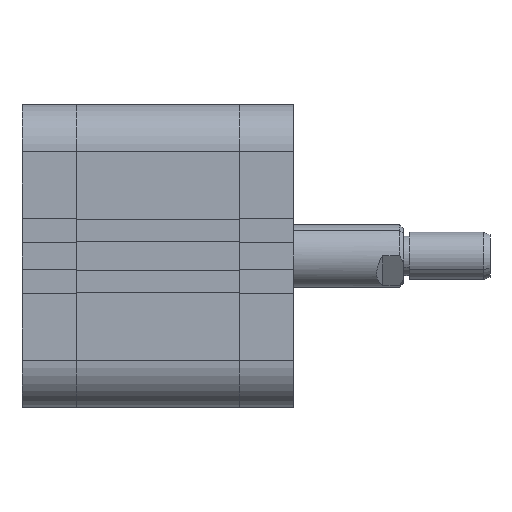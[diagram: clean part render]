
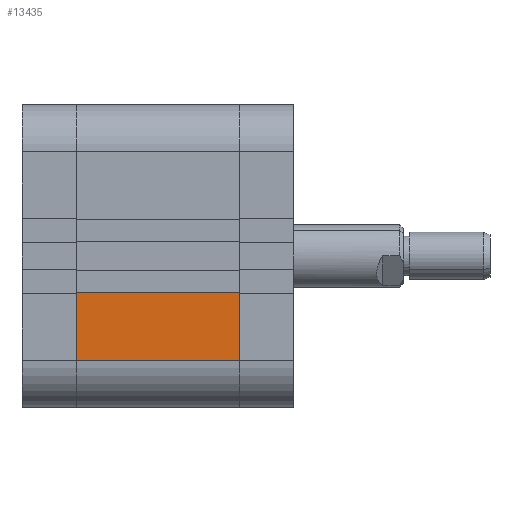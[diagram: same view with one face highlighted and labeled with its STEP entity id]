
A CAD part, front view. The second image highlights one B-rep face of the part: STEP entity #13435.
In plain terms, the highlighted planar face has unit normal (0, -1, 0).
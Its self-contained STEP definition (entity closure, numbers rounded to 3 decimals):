
#941 = DIRECTION ( 'NONE',  ( 0., 0., -1. ) ) ;
#1973 = EDGE_CURVE ( 'NONE', #20821, #30325, #28425, .T. ) ;
#2325 = CARTESIAN_POINT ( 'NONE',  ( 41.501, -38.5, -9.3 ) ) ;
#4020 = DIRECTION ( 'NONE',  ( 0., 0., -1. ) ) ;
#4072 = VECTOR ( 'NONE', #941, 1000. ) ;
#5578 = CARTESIAN_POINT ( 'NONE',  ( 0., -38.5, -9.3 ) ) ;
#6502 = CARTESIAN_POINT ( 'NONE',  ( 0., -38.5, -38.5 ) ) ;
#9892 = CARTESIAN_POINT ( 'NONE',  ( 41.5, -38.5, -38.5 ) ) ;
#10340 = DIRECTION ( 'NONE',  ( 1., 0., 0. ) ) ;
#10850 = DIRECTION ( 'NONE',  ( 0., 0., 1. ) ) ;
#11201 = EDGE_LOOP ( 'NONE', ( #11576, #35195, #22975, #17897 ) ) ;
#11576 = ORIENTED_EDGE ( 'NONE', *, *, #1973, .T. ) ;
#12744 = LINE ( 'NONE', #6502, #35529 ) ;
#13435 = ADVANCED_FACE ( 'NONE', ( #30667 ), #19608, .F. ) ;
#15826 = AXIS2_PLACEMENT_3D ( 'NONE', #21725, #28208, #10850 ) ;
#17897 = ORIENTED_EDGE ( 'NONE', *, *, #26704, .F. ) ;
#18922 = CARTESIAN_POINT ( 'NONE',  ( 0., -38.5, -26.5 ) ) ;
#19608 = PLANE ( 'NONE',  #15826 ) ;
#20821 = VERTEX_POINT ( 'NONE', #37668 ) ;
#21725 = CARTESIAN_POINT ( 'NONE',  ( 41.5, -38.5, -38.5 ) ) ;
#21765 = VECTOR ( 'NONE', #10340, 1000. ) ;
#22902 = CARTESIAN_POINT ( 'NONE',  ( 41.5, -38.5, -26.5 ) ) ;
#22906 = DIRECTION ( 'NONE',  ( -1., 0., 0. ) ) ;
#22975 = ORIENTED_EDGE ( 'NONE', *, *, #30199, .T. ) ;
#23264 = EDGE_CURVE ( 'NONE', #30325, #37662, #12744, .T. ) ;
#26704 = EDGE_CURVE ( 'NONE', #20821, #37098, #27053, .T. ) ;
#27053 = LINE ( 'NONE', #9892, #4072 ) ;
#27871 = LINE ( 'NONE', #36254, #21765 ) ;
#28208 = DIRECTION ( 'NONE',  ( 0., 1., 0. ) ) ;
#28425 = LINE ( 'NONE', #2325, #32452 ) ;
#30199 = EDGE_CURVE ( 'NONE', #37662, #37098, #27871, .T. ) ;
#30325 = VERTEX_POINT ( 'NONE', #5578 ) ;
#30667 = FACE_OUTER_BOUND ( 'NONE', #11201, .T. ) ;
#32452 = VECTOR ( 'NONE', #22906, 1000. ) ;
#35195 = ORIENTED_EDGE ( 'NONE', *, *, #23264, .T. ) ;
#35529 = VECTOR ( 'NONE', #4020, 1000. ) ;
#36254 = CARTESIAN_POINT ( 'NONE',  ( 41.5, -38.5, -26.5 ) ) ;
#37098 = VERTEX_POINT ( 'NONE', #22902 ) ;
#37662 = VERTEX_POINT ( 'NONE', #18922 ) ;
#37668 = CARTESIAN_POINT ( 'NONE',  ( 41.5, -38.5, -9.3 ) ) ;
